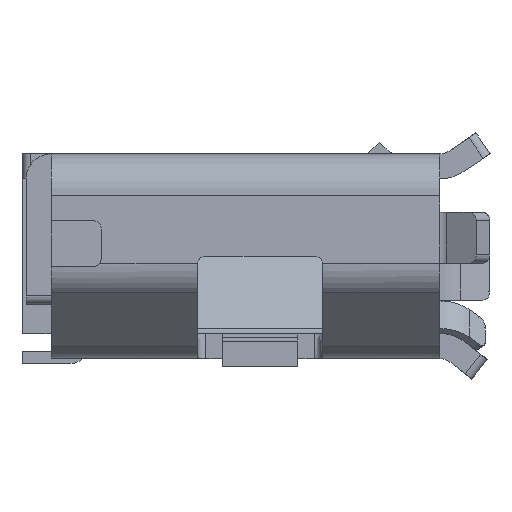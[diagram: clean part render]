
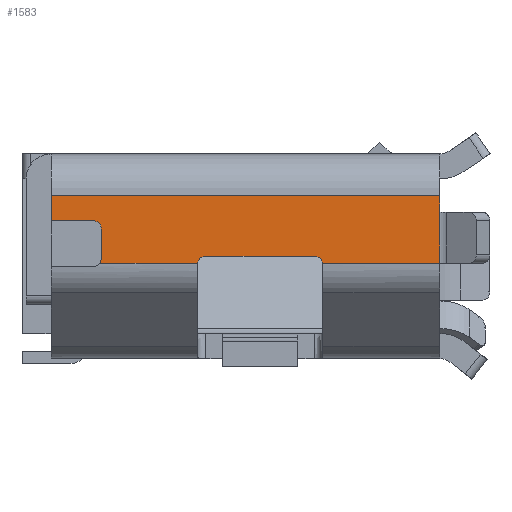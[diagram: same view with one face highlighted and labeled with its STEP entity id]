
A CAD part, left-side view. The second image highlights one B-rep face of the part: STEP entity #1583.
In plain terms, the highlighted planar face has unit normal (-1, 0, 0).
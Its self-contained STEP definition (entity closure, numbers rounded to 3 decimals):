
#1583 = ADVANCED_FACE( '', ( #3197 ), #3198, .T. );
#3197 = FACE_OUTER_BOUND( '', #4882, .T. );
#3198 = PLANE( '', #4883 );
#4882 = EDGE_LOOP( '', ( #9602, #9603, #9604, #9605, #9606, #9607, #9608, #9609, #9610, #9611, #9612, #9613, #9614 ) );
#4883 = AXIS2_PLACEMENT_3D( '', #9615, #9616, #9617 );
#9602 = ORIENTED_EDGE( '', *, *, #12549, .T. );
#9603 = ORIENTED_EDGE( '', *, *, #12090, .T. );
#9604 = ORIENTED_EDGE( '', *, *, #12550, .T. );
#9605 = ORIENTED_EDGE( '', *, *, #12551, .T. );
#9606 = ORIENTED_EDGE( '', *, *, #12542, .F. );
#9607 = ORIENTED_EDGE( '', *, *, #12285, .F. );
#9608 = ORIENTED_EDGE( '', *, *, #11582, .F. );
#9609 = ORIENTED_EDGE( '', *, *, #12231, .F. );
#9610 = ORIENTED_EDGE( '', *, *, #12552, .T. );
#9611 = ORIENTED_EDGE( '', *, *, #11829, .F. );
#9612 = ORIENTED_EDGE( '', *, *, #12270, .T. );
#9613 = ORIENTED_EDGE( '', *, *, #11195, .T. );
#9614 = ORIENTED_EDGE( '', *, *, #12282, .T. );
#9615 = CARTESIAN_POINT( '', ( -7.1, 2.5, -0.168 ) );
#9616 = DIRECTION( '', ( -1., 0., 0. ) );
#9617 = DIRECTION( '', ( 0., 0., 1. ) );
#11195 = EDGE_CURVE( '', #13827, #13828, #13829, .F. );
#11582 = EDGE_CURVE( '', #14428, #14430, #14431, .T. );
#11829 = EDGE_CURVE( '', #14800, #14802, #14803, .T. );
#12090 = EDGE_CURVE( '', #15158, #15156, #15159, .F. );
#12231 = EDGE_CURVE( '', #15338, #14428, #15340, .T. );
#12270 = EDGE_CURVE( '', #14800, #13827, #15389, .F. );
#12282 = EDGE_CURVE( '', #13828, #15401, #15403, .F. );
#12285 = EDGE_CURVE( '', #14430, #15405, #15407, .T. );
#12542 = EDGE_CURVE( '', #15405, #15707, #15708, .F. );
#12549 = EDGE_CURVE( '', #15401, #15158, #15715, .T. );
#12550 = EDGE_CURVE( '', #15156, #14874, #15716, .F. );
#12551 = EDGE_CURVE( '', #14874, #15707, #15717, .T. );
#12552 = EDGE_CURVE( '', #15338, #14802, #15718, .F. );
#13827 = VERTEX_POINT( '', #17452 );
#13828 = VERTEX_POINT( '', #17453 );
#13829 = LINE( '', #17454, #17455 );
#14428 = VERTEX_POINT( '', #18332 );
#14430 = VERTEX_POINT( '', #18335 );
#14431 = LINE( '', #18336, #18337 );
#14800 = VERTEX_POINT( '', #18861 );
#14802 = VERTEX_POINT( '', #18864 );
#14803 = LINE( '', #18865, #18866 );
#14874 = VERTEX_POINT( '', #18977 );
#15156 = VERTEX_POINT( '', #19388 );
#15158 = VERTEX_POINT( '', #19393 );
#15159 = CIRCLE( '', #19394, 0.1 );
#15338 = VERTEX_POINT( '', #19660 );
#15340 = LINE( '', #19663, #19664 );
#15389 = CIRCLE( '', #19741, 0.1 );
#15401 = VERTEX_POINT( '', #19757 );
#15403 = CIRCLE( '', #19760, 0.1 );
#15405 = VERTEX_POINT( '', #19762 );
#15407 = LINE( '', #19764, #19765 );
#15707 = VERTEX_POINT( '', #20180 );
#15708 = LINE( '', #20181, #20182 );
#15715 = LINE( '', #20192, #20193 );
#15716 = LINE( '', #20194, #20195 );
#15717 = LINE( '', #20196, #20197 );
#15718 = CIRCLE( '', #20198, 0.1 );
#17452 = CARTESIAN_POINT( '', ( -7.1, 1.57, -0.085 ) );
#17453 = CARTESIAN_POINT( '', ( -7.1, 0.399, -0.085 ) );
#17454 = CARTESIAN_POINT( '', ( -7.1, 2.5, -0.085 ) );
#17455 = VECTOR( '', #21104, 1000. );
#18332 = CARTESIAN_POINT( '', ( -7.1, 2.15, 0.425 ) );
#18335 = CARTESIAN_POINT( '', ( -7.1, 2.15, 0.725 ) );
#18336 = CARTESIAN_POINT( '', ( -7.1, 2.15, -7.575 ) );
#18337 = VECTOR( '', #21530, 1000. );
#18861 = CARTESIAN_POINT( '', ( -7.1, 1.55, -0.025 ) );
#18864 = CARTESIAN_POINT( '', ( -7.1, 1.55, 0.325 ) );
#18865 = CARTESIAN_POINT( '', ( -7.1, 1.55, -0.125 ) );
#18866 = VECTOR( '', #21813, 1000. );
#18977 = CARTESIAN_POINT( '', ( -7.1, -2.5, -0.085 ) );
#19388 = CARTESIAN_POINT( '', ( -7.1, -1.099, -0.085 ) );
#19393 = CARTESIAN_POINT( '', ( -7.1, -1., 0. ) );
#19394 = AXIS2_PLACEMENT_3D( '', #22070, #22071, #22072 );
#19660 = CARTESIAN_POINT( '', ( -7.1, 1.65, 0.425 ) );
#19663 = CARTESIAN_POINT( '', ( -7.1, 1.55, 0.425 ) );
#19664 = VECTOR( '', #22221, 1000. );
#19741 = AXIS2_PLACEMENT_3D( '', #22259, #22260, #22261 );
#19757 = CARTESIAN_POINT( '', ( -7.1, 0.3, 0. ) );
#19760 = AXIS2_PLACEMENT_3D( '', #22270, #22271, #22272 );
#19762 = CARTESIAN_POINT( '', ( -7.1, -2.5, 0.725 ) );
#19764 = CARTESIAN_POINT( '', ( -7.1, 2.5, 0.725 ) );
#19765 = VECTOR( '', #22276, 1000. );
#20180 = CARTESIAN_POINT( '', ( -7.1, -2.5, 0.525 ) );
#20181 = CARTESIAN_POINT( '', ( -7.1, -2.5, -0.168 ) );
#20182 = VECTOR( '', #22509, 1000. );
#20192 = CARTESIAN_POINT( '', ( -7.1, 0.4, 0. ) );
#20193 = VECTOR( '', #22516, 1000. );
#20194 = CARTESIAN_POINT( '', ( -7.1, 2.5, -0.085 ) );
#20195 = VECTOR( '', #22517, 1000. );
#20196 = CARTESIAN_POINT( '', ( -7.1, -2.5, -0.085 ) );
#20197 = VECTOR( '', #22518, 1000. );
#20198 = AXIS2_PLACEMENT_3D( '', #22519, #22520, #22521 );
#21104 = DIRECTION( '', ( 0., 1., 0. ) );
#21530 = DIRECTION( '', ( 0., 0., 1. ) );
#21813 = DIRECTION( '', ( 0., 0., 1. ) );
#22070 = CARTESIAN_POINT( '', ( -7.1, -1., -0.1 ) );
#22071 = DIRECTION( '', ( -1., 0., 0. ) );
#22072 = DIRECTION( '', ( 0., 0., 1. ) );
#22221 = DIRECTION( '', ( 0., 1., 0. ) );
#22259 = CARTESIAN_POINT( '', ( -7.1, 1.65, -0.025 ) );
#22260 = DIRECTION( '', ( -1., 0., 0. ) );
#22261 = DIRECTION( '', ( 0., 0., 1. ) );
#22270 = CARTESIAN_POINT( '', ( -7.1, 0.3, -0.1 ) );
#22271 = DIRECTION( '', ( -1., 0., 0. ) );
#22272 = DIRECTION( '', ( 0., 0., 1. ) );
#22276 = DIRECTION( '', ( 0., -1., 0. ) );
#22509 = DIRECTION( '', ( 0., 0., 1. ) );
#22516 = DIRECTION( '', ( 0., -1., 0. ) );
#22517 = DIRECTION( '', ( 0., 1., 0. ) );
#22518 = DIRECTION( '', ( 0., 0., 1. ) );
#22519 = CARTESIAN_POINT( '', ( -7.1, 1.65, 0.325 ) );
#22520 = DIRECTION( '', ( -1., 0., 0. ) );
#22521 = DIRECTION( '', ( 0., 0., 1. ) );
